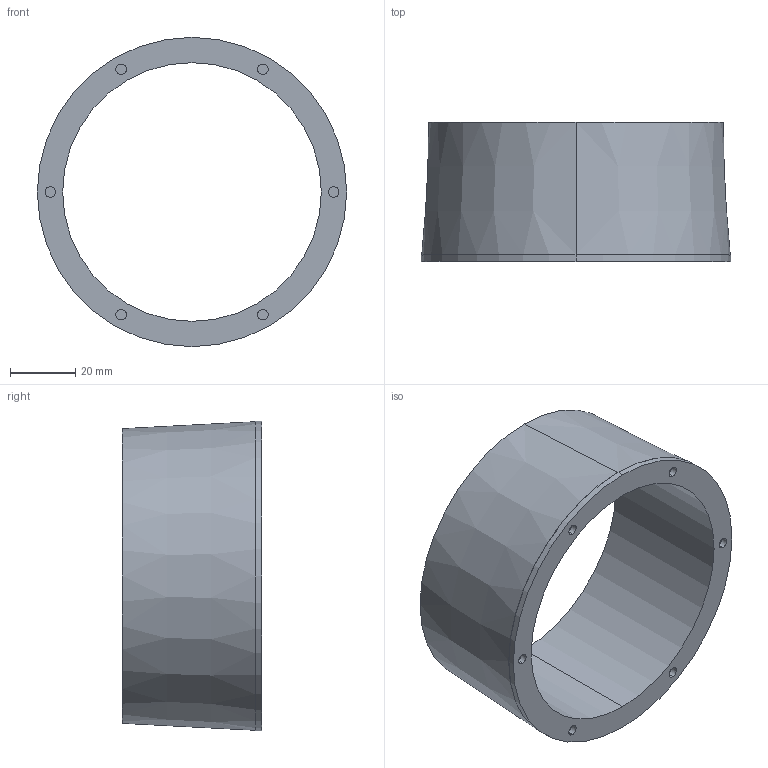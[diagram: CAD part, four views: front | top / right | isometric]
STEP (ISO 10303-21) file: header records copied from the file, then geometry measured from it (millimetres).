
FILE_DESCRIPTION (( 'STEP AP214' ), '1' );
FILE_NAME ('wall.STEP', '2024-04-07T20:21:47', ( '' ), ( '' ), 'SwSTEP 2.0', 'SolidWorks 2023', '' );
FILE_SCHEMA (( 'AUTOMOTIVE_DESIGN' ));
Length unit declared in the file: millimetre
Products named in the file (1): wall
Bounding box: 94.45 x 42.5 x 94.45 mm (x, y, z)
Volume: 72567.3 mm3; surface area: 28397 mm2
Topology: 1 solids, 1 shells, 90 faces, 204 edges, 136 vertices
Faces by surface type: plane 58, cylinder 28, torus 2, cone 2
Entity records: 2561 total; most frequent: DIRECTION 452, CARTESIAN_POINT 431, ORIENTED_EDGE 408, EDGE_CURVE 204, AXIS2_PLACEMENT_3D 157, VECTOR 138, LINE 138, VERTEX_POINT 136
